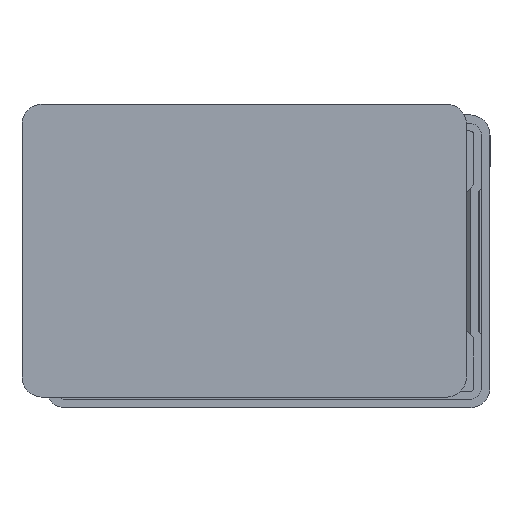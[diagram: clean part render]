
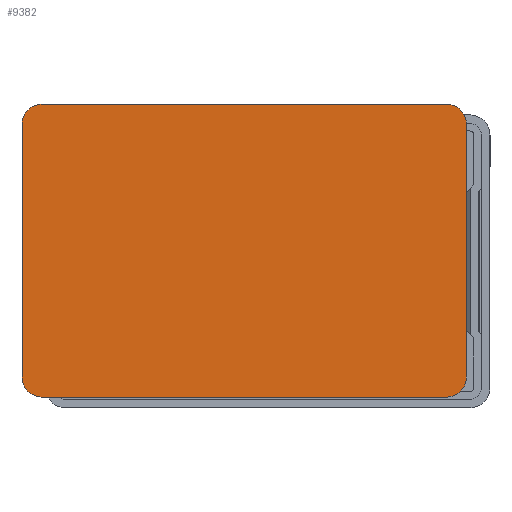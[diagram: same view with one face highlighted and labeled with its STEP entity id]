
A CAD part, front view. The second image highlights one B-rep face of the part: STEP entity #9382.
In plain terms, the highlighted planar face has unit normal (0, -1, 0).
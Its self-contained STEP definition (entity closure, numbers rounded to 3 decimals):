
#864=CIRCLE('',#9947,4.);
#865=CIRCLE('',#9949,4.);
#866=CIRCLE('',#9950,4.);
#867=CIRCLE('',#9951,4.);
#957=FACE_OUTER_BOUND('',#1486,.T.);
#1486=EDGE_LOOP('',(#6352,#6353,#6354,#6355,#6356,#6357,#6358,#6359));
#2051=LINE('',#11778,#2933);
#2085=LINE('',#11872,#2967);
#2086=LINE('',#11877,#2968);
#2087=LINE('',#11880,#2969);
#2933=VECTOR('',#10276,10.);
#2967=VECTOR('',#10368,10.);
#2968=VECTOR('',#10373,10.);
#2969=VECTOR('',#10376,10.);
#3804=VERTEX_POINT('',#11775);
#3805=VERTEX_POINT('',#11777);
#3834=VERTEX_POINT('',#11865);
#3835=VERTEX_POINT('',#11867);
#3836=VERTEX_POINT('',#11871);
#3837=VERTEX_POINT('',#11874);
#3838=VERTEX_POINT('',#11876);
#3839=VERTEX_POINT('',#11878);
#4783=EDGE_CURVE('',#3804,#3805,#2051,.T.);
#4828=EDGE_CURVE('',#3834,#3835,#864,.T.);
#4830=EDGE_CURVE('',#3836,#3834,#2085,.T.);
#4831=EDGE_CURVE('',#3805,#3836,#865,.T.);
#4832=EDGE_CURVE('',#3837,#3804,#866,.T.);
#4833=EDGE_CURVE('',#3838,#3837,#2086,.T.);
#4834=EDGE_CURVE('',#3839,#3838,#867,.T.);
#4835=EDGE_CURVE('',#3835,#3839,#2087,.T.);
#6352=ORIENTED_EDGE('',*,*,#4828,.F.);
#6353=ORIENTED_EDGE('',*,*,#4830,.F.);
#6354=ORIENTED_EDGE('',*,*,#4831,.F.);
#6355=ORIENTED_EDGE('',*,*,#4783,.F.);
#6356=ORIENTED_EDGE('',*,*,#4832,.F.);
#6357=ORIENTED_EDGE('',*,*,#4833,.F.);
#6358=ORIENTED_EDGE('',*,*,#4834,.F.);
#6359=ORIENTED_EDGE('',*,*,#4835,.F.);
#9139=PLANE('',#9948);
#9382=ADVANCED_FACE('',(#957),#9139,.F.);
#9947=AXIS2_PLACEMENT_3D('',#11868,#10363,#10364);
#9948=AXIS2_PLACEMENT_3D('',#11870,#10366,#10367);
#9949=AXIS2_PLACEMENT_3D('',#11873,#10369,#10370);
#9950=AXIS2_PLACEMENT_3D('',#11875,#10371,#10372);
#9951=AXIS2_PLACEMENT_3D('',#11879,#10374,#10375);
#10276=DIRECTION('',(0.,0.,-1.));
#10363=DIRECTION('center_axis',(0.,1.,0.));
#10364=DIRECTION('ref_axis',(-0.707,0.,-0.707));
#10366=DIRECTION('center_axis',(0.,1.,0.));
#10367=DIRECTION('ref_axis',(1.,0.,0.));
#10368=DIRECTION('',(-1.,0.,0.));
#10369=DIRECTION('center_axis',(0.,1.,0.));
#10370=DIRECTION('ref_axis',(0.707,0.,-0.707));
#10371=DIRECTION('center_axis',(0.,1.,0.));
#10372=DIRECTION('ref_axis',(0.707,0.,0.707));
#10373=DIRECTION('',(1.,0.,0.));
#10374=DIRECTION('center_axis',(0.,1.,0.));
#10375=DIRECTION('ref_axis',(-0.707,0.,0.707));
#10376=DIRECTION('',(0.,0.,1.));
#11775=CARTESIAN_POINT('',(88.,0.,-4.));
#11777=CARTESIAN_POINT('',(88.,0.,-54.));
#11778=CARTESIAN_POINT('',(88.,0.,0.));
#11865=CARTESIAN_POINT('',(4.,0.,-58.));
#11867=CARTESIAN_POINT('',(0.,0.,-54.));
#11868=CARTESIAN_POINT('Origin',(4.,0.,-54.));
#11870=CARTESIAN_POINT('Origin',(44.,0.,-29.));
#11871=CARTESIAN_POINT('',(84.,0.,-58.));
#11872=CARTESIAN_POINT('',(88.,0.,-58.));
#11873=CARTESIAN_POINT('Origin',(84.,0.,-54.));
#11874=CARTESIAN_POINT('',(84.,0.,0.));
#11875=CARTESIAN_POINT('Origin',(84.,0.,-4.));
#11876=CARTESIAN_POINT('',(4.,0.,0.));
#11877=CARTESIAN_POINT('',(0.,0.,0.));
#11878=CARTESIAN_POINT('',(0.,0.,-4.));
#11879=CARTESIAN_POINT('Origin',(4.,0.,-4.));
#11880=CARTESIAN_POINT('',(0.,0.,-58.));
